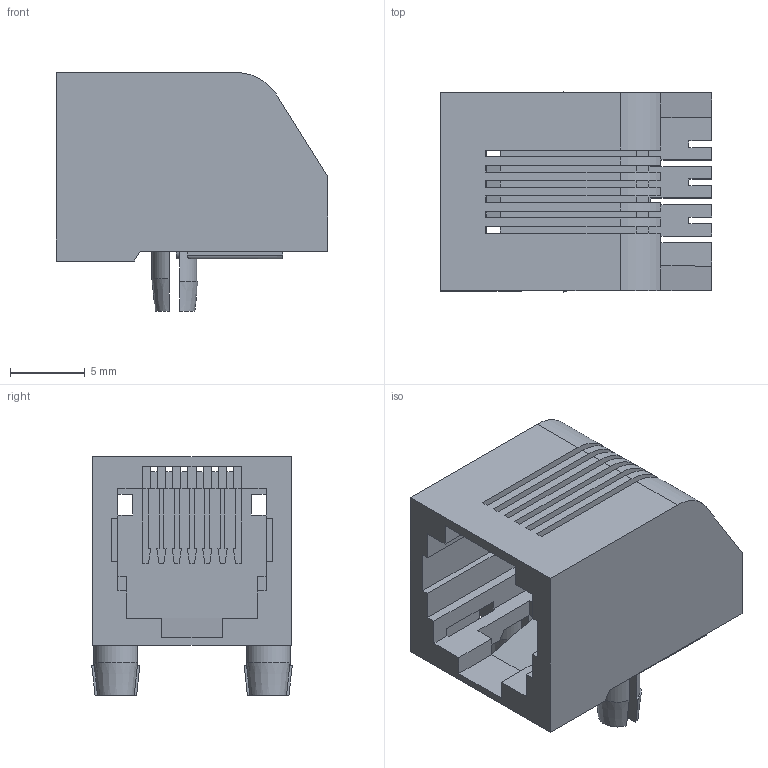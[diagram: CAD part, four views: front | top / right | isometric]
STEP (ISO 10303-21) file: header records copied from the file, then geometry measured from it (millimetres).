
FILE_DESCRIPTION(('FreeCAD Model'),'2;1');
FILE_NAME('Open CASCADE Shape Model','2022-06-29T17:49:13',('Author'),( ''),'Open CASCADE STEP processor 7.5','FreeCAD','Unknown');
FILE_SCHEMA(('AUTOMOTIVE_DESIGN { 1 0 10303 214 1 1 1 1 }'));
Length unit declared in the file: millimetre
Products named in the file (1): housing001
Bounding box: 18.1 x 13.37 x 15.93 mm (x, y, z)
Volume: 1294.4 mm3; surface area: 2498.4 mm2
Topology: 1 solids, 1 shells, 244 faces, 746 edges, 486 vertices
Faces by surface type: plane 226, cylinder 14, cone 4
Entity records: 18254 total; most frequent: CARTESIAN_POINT 3399, DIRECTION 2720, LINE 2142, VECTOR 2142, ORIENTED_EDGE 1492, PCURVE 1492, DEFINITIONAL_REPRESENTATION 1492, EDGE_CURVE 746
